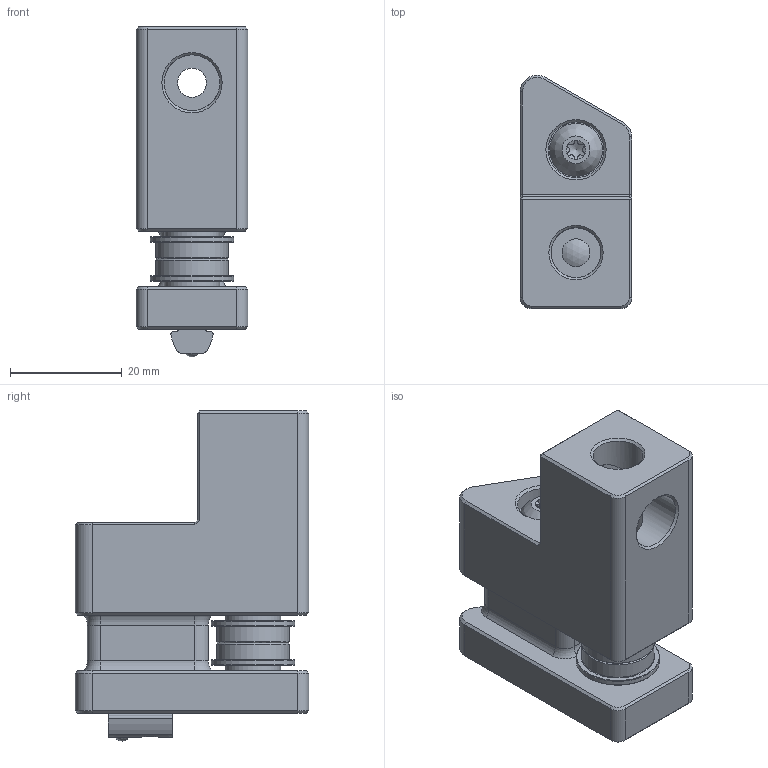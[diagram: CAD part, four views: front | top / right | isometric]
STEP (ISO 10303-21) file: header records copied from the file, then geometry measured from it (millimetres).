
FILE_DESCRIPTION(/* description */ (''),/* implementation_level */ '2;1');
FILE_NAME(/* name */ 'front_idler_left_V4_5mm_Pin v6.step',/* time_stamp */ '2021-03-25T14:32:26-07:00',/* author */ (''),/* organization */ (''),/* preprocessor_version */ 'ST-DEVELOPER v18.1',/* originating_system */ 'Autodesk Translation Framework v9.10.0.1330',/* authorisation */ '');
FILE_SCHEMA (('AUTOMOTIVE_DESIGN { 1 0 10303 214 3 1 1 }'));
Length unit declared in the file: millimetre
Products named in the file (8): front_idler_left_V4_5mm_Pin; ISO 7380-1 M5x35; front_idler_left_bottom_V4; front_idler_left_top_V4; M5-T-Nut; F695-2RS; DIN 988 5x10x1 Shim Ring; 91595A376_32mm_METRIC ALLOY STEEL DOWEL PIN
Assembly tree (9 placements, depth 2):
  front_idler_left_V4_5mm_Pin
    ISO 7380-1 M5x35
    DIN 988 5x10x1 Shim Ring  x2
    F695-2RS  x2
    front_idler_left_bottom_V4
    front_idler_left_top_V4
    M5-T-Nut
    91595A376_32mm_METRIC ALLOY STEEL DOWEL PIN
Bounding box: 20 x 41.85 x 59.19 mm (x, y, z)
Volume: 27674.6 mm3; surface area: 12361.6 mm2
Topology: 9 solids, 9 shells, 225 faces, 505 edges, 309 vertices
Faces by surface type: plane 84, cylinder 70, cone 56, torus 11, sphere 3, bspline 1
Full cylindrical faces by diameter (mm): 4.134 x1, 5 x8, 5.2 x3, 6.5 x4, 8.95 x2, 10 x4, 11.5 x4, 13 x2, 15 x2
Entity records: 6172 total; most frequent: CARTESIAN_POINT 1337, DIRECTION 1039, ORIENTED_EDGE 902, EDGE_CURVE 451, AXIS2_PLACEMENT_3D 412, VERTEX_POINT 275, EDGE_LOOP 222, LINE 215
